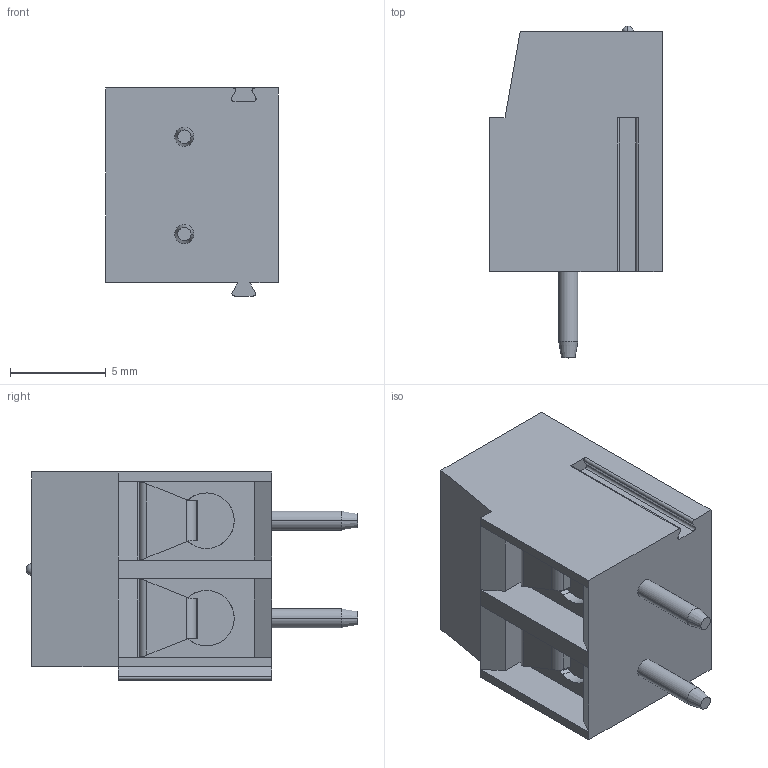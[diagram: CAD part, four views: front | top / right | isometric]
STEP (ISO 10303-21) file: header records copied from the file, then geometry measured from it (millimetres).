
FILE_DESCRIPTION((''),'2;1');
FILE_NAME('TL300R','2024-12-10T',('yanfa'),(''),'PRO/ENGINEER BY PARAMETRIC TECHNOLOGY CORPORATION, 2009280','PRO/ENGINEER BY PARAMETRIC TECHNOLOGY CORPORATION, 2009280','');
FILE_SCHEMA(('AUTOMOTIVE_DESIGN_CC2 { 1 2 10303 214 -1 1 5 2 }'));
Length unit declared in the file: millimetre
Products named in the file (1): TL300R
Bounding box: 9 x 17.3 x 10.85 mm (x, y, z)
Volume: 924.8 mm3; surface area: 952 mm2
Topology: 1 solids, 1 shells, 136 faces, 354 edges, 227 vertices
Faces by surface type: plane 76, cylinder 42, cone 12, torus 4, sphere 2
Entity records: 4236 total; most frequent: CARTESIAN_POINT 855, ORIENTED_EDGE 704, DIRECTION 692, EDGE_CURVE 352, AXIS2_PLACEMENT_3D 236, VERTEX_POINT 227, VECTOR 220, LINE 220
